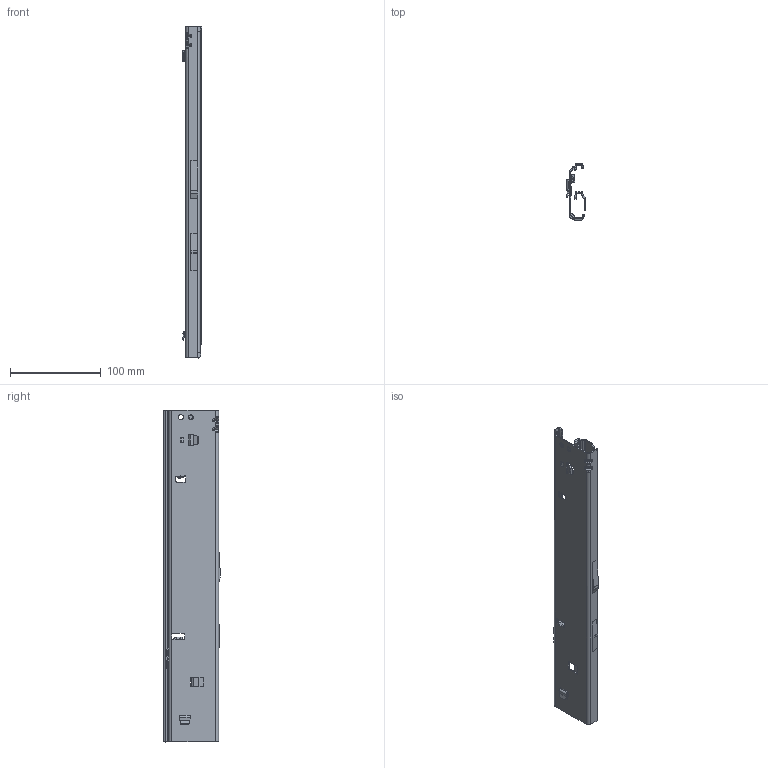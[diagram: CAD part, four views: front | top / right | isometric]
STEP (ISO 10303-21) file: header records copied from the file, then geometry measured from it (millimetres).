
FILE_DESCRIPTION (( 'STEP AP214' ), '1' );
FILE_NAME ('CS# 785.350-GA.L526_closed.STEP', '2023-01-19T10:59:48', ( '' ), ( '' ), 'SwSTEP 2.0', 'SolidWorks 2020', '' );
FILE_SCHEMA (( 'AUTOMOTIVE_DESIGN' ));
Length unit declared in the file: millimetre
Products named in the file (6): PG-033; CS# 785.XXX-03.S050_NL 350; CS# 785.XXX-01.L525_NL 350; CS# 785.XXX-01.L525_NL 350 ohne SM; CS# 785.350-GA.L526_closed
Assembly tree (5 placements, depth 3):
  CS# 785.350-GA.L526_closed
    CS# 785.XXX-01.L525_NL 350 ohne SM
      CS# 785.XXX-01.L525_NL 350
      PG-033
    CS# 785.XXX-03.S050_NL 350
      CS# 785.XXX-03.S050_NL 350
Bounding box: 21.79 x 62.5 x 365 mm (x, y, z)
Volume: 65019.2 mm3; surface area: 90576 mm2
Topology: 3 solids, 3 shells, 1150 faces, 3000 edges, 1865 vertices
Faces by surface type: plane 517, bspline 235, cylinder 231, cone 74, torus 72, sphere 21
Entity records: 53115 total; most frequent: CARTESIAN_POINT 22008, ORIENTED_EDGE 5936, DIRECTION 4814, EDGE_CURVE 2968, VERTEX_POINT 1865, AXIS2_PLACEMENT_3D 1628, LINE 1558, VECTOR 1558
